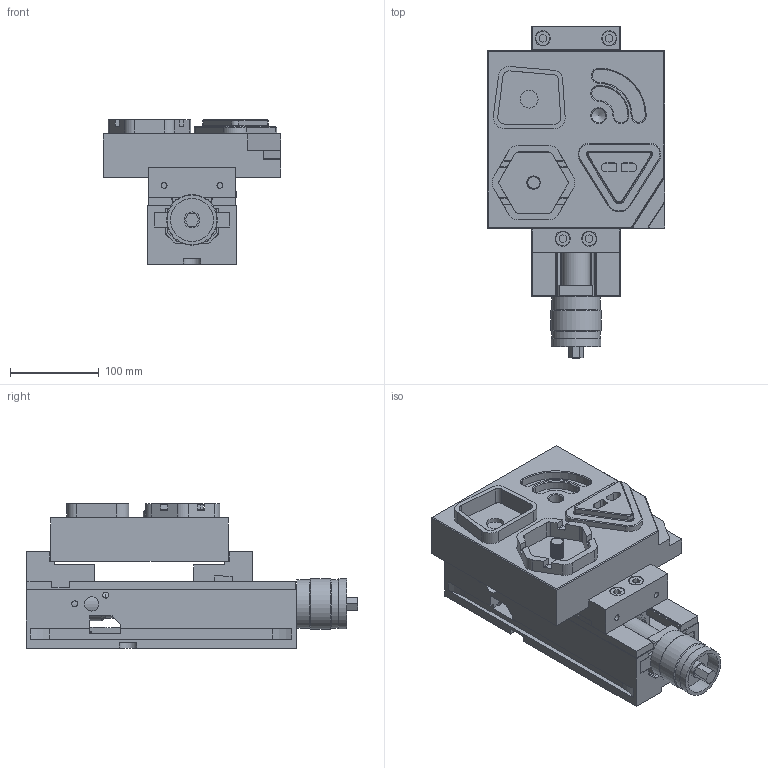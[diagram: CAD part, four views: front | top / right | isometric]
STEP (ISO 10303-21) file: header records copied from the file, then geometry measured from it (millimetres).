
FILE_DESCRIPTION(/* description */ (''),/* implementation_level */ '2;1');
FILE_NAME(/* name */ 'YARISMAMODEL.step',/* time_stamp */ '2025-05-05T12:25:22+03:00',/* author */ (''),/* organization */ (''),/* preprocessor_version */ 'ST-DEVELOPER v20.1',/* originating_system */ 'Autodesk Translation Framework v14.4.0.0',/* authorisation */ '');
FILE_SCHEMA (('AUTOMOTIVE_DESIGN { 1 0 10303 214 3 1 1 }'));
Length unit declared in the file: millimetre
Products named in the file (7): Cam yapılacak yarışma parç
ası; SCHUNK-0430301 KSG VS 100, 77.50; SCHUNK - body ko KSG 100; SCHUNK-0430088 s SGK-F 100-76-34; SCHUNK - shaft we KSG 100; SCHUNK - Base jaw  gb KSG 100; SCHUNK-0430090 s SGK-B 100-67-34
Assembly tree (6 placements, depth 3):
  Cam yapılacak yarışma parç
ası
    SCHUNK-0430301 KSG VS 100, 77.50
      SCHUNK - body ko KSG 100
      SCHUNK-0430088 s SGK-F 100-76-34
      SCHUNK - shaft we KSG 100
      SCHUNK - Base jaw  gb KSG 100
      SCHUNK-0430090 s SGK-B 100-67-34
Bounding box: 200 x 374.5 x 163 mm (x, y, z)
Volume: 4151371.2 mm3; surface area: 485085.2 mm2
Topology: 6 solids, 6 shells, 581 faces, 1521 edges, 990 vertices
Faces by surface type: plane 379, cylinder 165, cone 32, torus 3, bspline 2
Full cylindrical faces by diameter (mm): 4.917 x4, 6.647 x4, 6.8 x4, 8.376 x11, 12 x2, 13.137 x12, 14.85 x13, 16 x11, 17 x8, 18 x1, 19 x1, 20 x1, 31 x1, 32 x1, 36 x1, 38 x1, 40 x1, 44 x1, 48.5 x1, 55 x2, 56.4 x1, 57 x1, 65 x1, 65.8 x1
Entity records: 21337 total; most frequent: CARTESIAN_POINT 6551, ORIENTED_EDGE 3026, DIRECTION 2974, EDGE_CURVE 1513, LINE 1094, VECTOR 1094, VERTEX_POINT 990, AXIS2_PLACEMENT_3D 940
